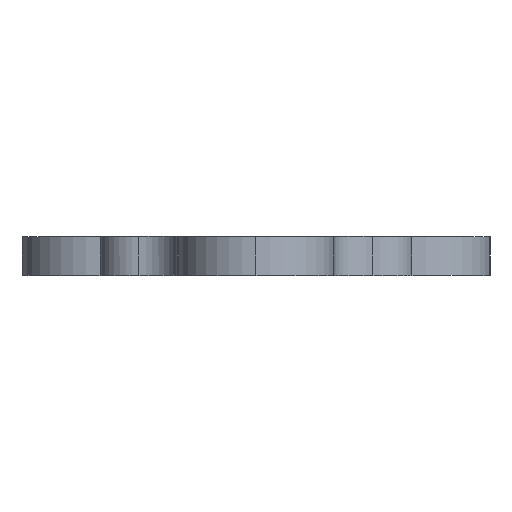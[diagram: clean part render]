
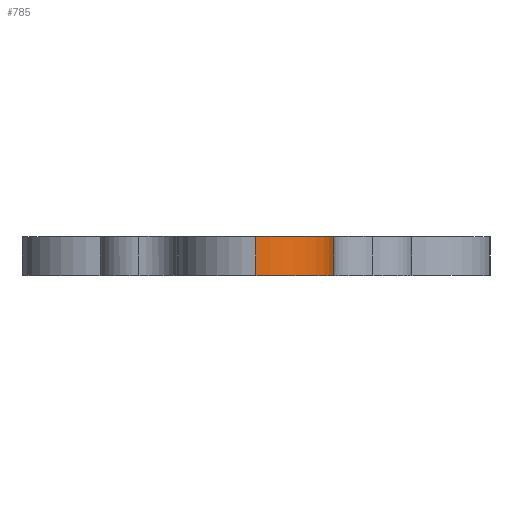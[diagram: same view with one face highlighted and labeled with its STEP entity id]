
A CAD part, left-side view. The second image highlights one B-rep face of the part: STEP entity #785.
In plain terms, the highlighted cylindrical face has radius 6.35 mm (diameter 12.7 mm), a partial arc.
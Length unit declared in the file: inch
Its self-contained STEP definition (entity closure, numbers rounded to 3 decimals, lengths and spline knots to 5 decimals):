
#1 = DIRECTION ( 'NONE',  ( 1., 0., 0. ) ) ;
#105 = CARTESIAN_POINT ( 'NONE',  ( -2.6875, 0., 0.125 ) ) ;
#217 = VERTEX_POINT ( 'NONE', #1416 ) ;
#218 = DIRECTION ( 'NONE',  ( 0., 0., 1. ) ) ;
#312 = CARTESIAN_POINT ( 'NONE',  ( -2.9375, 0., -2.00098 ) ) ;
#318 = CARTESIAN_POINT ( 'NONE',  ( -2.9375, 0., 0.125 ) ) ;
#376 = VECTOR ( 'NONE', #1653, 39.37008 ) ;
#380 = CARTESIAN_POINT ( 'NONE',  ( -2.6875, 0., 0. ) ) ;
#395 = CIRCLE ( 'NONE', #926, 0.25 ) ;
#420 = VERTEX_POINT ( 'NONE', #318 ) ;
#553 = EDGE_CURVE ( 'NONE', #1272, #420, #1588, .T. ) ;
#625 = DIRECTION ( 'NONE',  ( 0., 0., 1. ) ) ;
#629 = LINE ( 'NONE', #1269, #376 ) ;
#645 = ORIENTED_EDGE ( 'NONE', *, *, #919, .F. ) ;
#714 = DIRECTION ( 'NONE',  ( 0., 0., 1. ) ) ;
#736 = CIRCLE ( 'NONE', #877, 0.25 ) ;
#740 = DIRECTION ( 'NONE',  ( 1., 0., 0. ) ) ;
#785 = ADVANCED_FACE ( 'NONE', ( #995 ), #1494, .T. ) ;
#877 = AXIS2_PLACEMENT_3D ( 'NONE', #105, #625, #1143 ) ;
#919 = EDGE_CURVE ( 'NONE', #1655, #1272, #395, .T. ) ;
#926 = AXIS2_PLACEMENT_3D ( 'NONE', #380, #1025, #1 ) ;
#945 = EDGE_CURVE ( 'NONE', #420, #217, #736, .T. ) ;
#995 = FACE_OUTER_BOUND ( 'NONE', #1014, .T. ) ;
#1014 = EDGE_LOOP ( 'NONE', ( #1158, #645, #1627, #1353 ) ) ;
#1025 = DIRECTION ( 'NONE',  ( 0., 0., -1. ) ) ;
#1030 = AXIS2_PLACEMENT_3D ( 'NONE', #1374, #218, #740 ) ;
#1064 = CARTESIAN_POINT ( 'NONE',  ( -2.6875, -0.25, 0. ) ) ;
#1143 = DIRECTION ( 'NONE',  ( 1., 0., 0. ) ) ;
#1158 = ORIENTED_EDGE ( 'NONE', *, *, #553, .F. ) ;
#1269 = CARTESIAN_POINT ( 'NONE',  ( -2.6875, -0.25, -2.00098 ) ) ;
#1272 = VERTEX_POINT ( 'NONE', #1303 ) ;
#1303 = CARTESIAN_POINT ( 'NONE',  ( -2.9375, 0., 0. ) ) ;
#1353 = ORIENTED_EDGE ( 'NONE', *, *, #945, .F. ) ;
#1374 = CARTESIAN_POINT ( 'NONE',  ( -2.6875, 0., -2.00098 ) ) ;
#1401 = VECTOR ( 'NONE', #714, 39.37008 ) ;
#1416 = CARTESIAN_POINT ( 'NONE',  ( -2.6875, -0.25, 0.125 ) ) ;
#1435 = EDGE_CURVE ( 'NONE', #217, #1655, #629, .T. ) ;
#1494 = CYLINDRICAL_SURFACE ( 'NONE', #1030, 0.25 ) ;
#1588 = LINE ( 'NONE', #312, #1401 ) ;
#1627 = ORIENTED_EDGE ( 'NONE', *, *, #1435, .F. ) ;
#1653 = DIRECTION ( 'NONE',  ( 0., 0., -1. ) ) ;
#1655 = VERTEX_POINT ( 'NONE', #1064 ) ;
